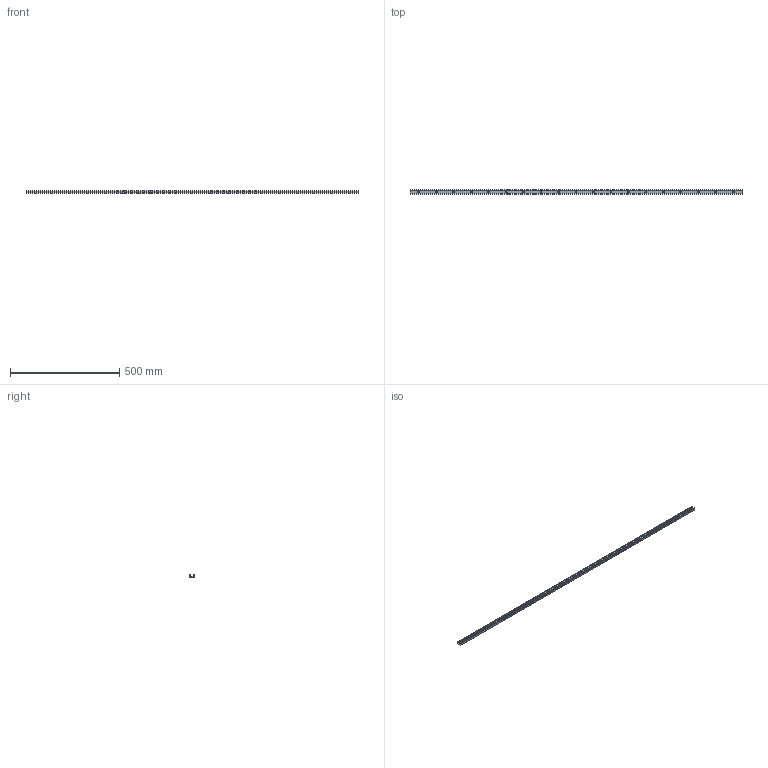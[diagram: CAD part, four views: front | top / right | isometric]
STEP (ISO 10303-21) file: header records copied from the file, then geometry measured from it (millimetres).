
FILE_DESCRIPTION (( 'STEP AP203' ), '1' );
FILE_NAME ('LUV-0-1520.step', '2024-05-13T17:26:15', ( '' ), ( '' ), 'SwSTEP 2.0', 'SolidWorks 2023', '' );
FILE_SCHEMA (( 'CONFIG_CONTROL_DESIGN' ));
Length unit declared in the file: inch
Products named in the file (1): LUV-0-1520
Bounding box: 1520 x 19.99 x 11 mm (x, y, z)
Volume: 167761.5 mm3; surface area: 114975.7 mm2
Topology: 1 solids, 1 shells, 121 faces, 300 edges, 200 vertices
Faces by surface type: cylinder 89, plane 32
Entity records: 3847 total; most frequent: DIRECTION 722, CARTESIAN_POINT 622, ORIENTED_EDGE 600, EDGE_CURVE 300, AXIS2_PLACEMENT_3D 300, VERTEX_POINT 200, EDGE_LOOP 178, CIRCLE 178
